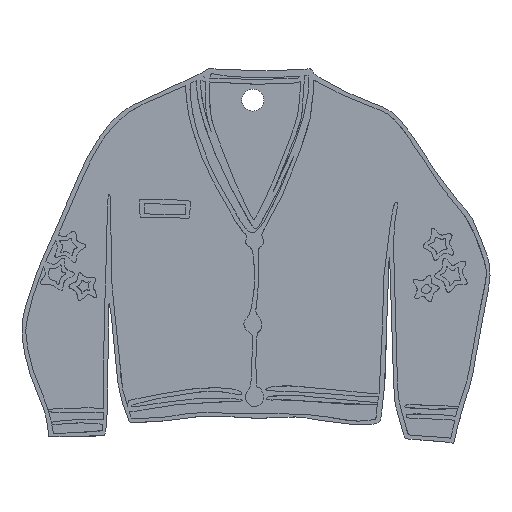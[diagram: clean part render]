
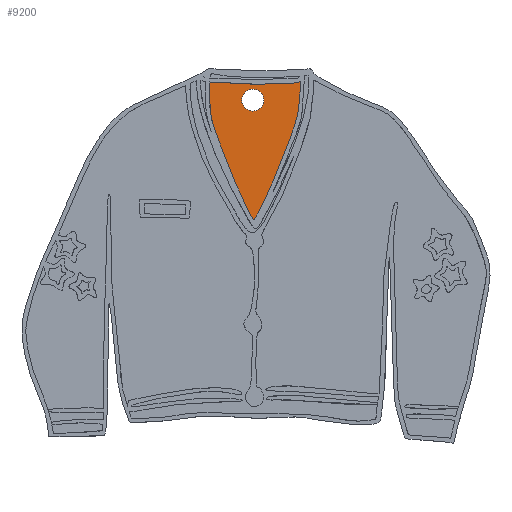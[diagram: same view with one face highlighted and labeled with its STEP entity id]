
A CAD part, top view. The second image highlights one B-rep face of the part: STEP entity #9200.
In plain terms, the highlighted planar face has unit normal (0, 0, 1).
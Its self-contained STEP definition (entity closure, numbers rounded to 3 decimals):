
#51=FACE_BOUND('',#2281,.T.);
#620=(
BOUNDED_CURVE()
B_SPLINE_CURVE(3,(#15383,#15384,#15385,#15386),.UNSPECIFIED.,.F.,.F.)
B_SPLINE_CURVE_WITH_KNOTS((4,4),(0.442,1.),.UNSPECIFIED.)
CURVE()
GEOMETRIC_REPRESENTATION_ITEM()
RATIONAL_B_SPLINE_CURVE((1.,1.,1.,1.))
REPRESENTATION_ITEM('')
);
#638=(
BOUNDED_CURVE()
B_SPLINE_CURVE(3,(#15720,#15721,#15722,#15723),.UNSPECIFIED.,.F.,.F.)
B_SPLINE_CURVE_WITH_KNOTS((4,4),(0.,1.),.UNSPECIFIED.)
CURVE()
GEOMETRIC_REPRESENTATION_ITEM()
RATIONAL_B_SPLINE_CURVE((1.,1.,1.,1.))
REPRESENTATION_ITEM('')
);
#639=(
BOUNDED_CURVE()
B_SPLINE_CURVE(3,(#15734,#15735,#15736,#15737),.UNSPECIFIED.,.F.,.F.)
B_SPLINE_CURVE_WITH_KNOTS((4,4),(0.,1.),.UNSPECIFIED.)
CURVE()
GEOMETRIC_REPRESENTATION_ITEM()
RATIONAL_B_SPLINE_CURVE((1.,1.,1.,1.))
REPRESENTATION_ITEM('')
);
#640=(
BOUNDED_CURVE()
B_SPLINE_CURVE(3,(#15762,#15763,#15764,#15765),.UNSPECIFIED.,.F.,.F.)
B_SPLINE_CURVE_WITH_KNOTS((4,4),(0.,0.838),.UNSPECIFIED.)
CURVE()
GEOMETRIC_REPRESENTATION_ITEM()
RATIONAL_B_SPLINE_CURVE((1.,1.,1.,1.))
REPRESENTATION_ITEM('')
);
#1350=B_SPLINE_CURVE_WITH_KNOTS('',3,(#16115,#16116,#16117,#16118),
 .UNSPECIFIED.,.F.,.F.,(4,4),(0.115,0.187),
 .UNSPECIFIED.);
#1351=B_SPLINE_CURVE_WITH_KNOTS('',3,(#16120,#16121,#16122,#16123),
 .UNSPECIFIED.,.F.,.F.,(4,4),(0.,0.646),.UNSPECIFIED.);
#1352=B_SPLINE_CURVE_WITH_KNOTS('',3,(#16125,#16126,#16127,#16128),
 .UNSPECIFIED.,.F.,.F.,(4,4),(0.,1.152),.UNSPECIFIED.);
#1353=B_SPLINE_CURVE_WITH_KNOTS('',3,(#16129,#16130,#16131,#16132),
 .UNSPECIFIED.,.F.,.F.,(4,4),(0.,0.126),.UNSPECIFIED.);
#1455=PLANE('',#9516);
#1748=FACE_OUTER_BOUND('',#2280,.T.);
#2280=EDGE_LOOP('',(#7763,#7764,#7765,#7766,#7767,#7768,#7769,#7770,#7771,
#7772));
#2281=EDGE_LOOP('',(#7773));
#2802=LINE('',#15741,#3336);
#2804=LINE('',#15745,#3338);
#3336=VECTOR('',#9921,10.);
#3338=VECTOR('',#9925,10.);
#3599=CIRCLE('',#9483,1.4);
#3755=VERTEX_POINT('',#11342);
#4338=VERTEX_POINT('',#15374);
#4339=VERTEX_POINT('',#15381);
#4365=VERTEX_POINT('',#15719);
#4366=VERTEX_POINT('',#15733);
#4367=VERTEX_POINT('',#15740);
#4368=VERTEX_POINT('',#15744);
#4369=VERTEX_POINT('',#15755);
#4378=VERTEX_POINT('',#16114);
#4379=VERTEX_POINT('',#16119);
#4380=VERTEX_POINT('',#16124);
#4783=EDGE_CURVE('',#3755,#3755,#3599,.T.);
#5509=EDGE_CURVE('',#4338,#4339,#620,.T.);
#5552=EDGE_CURVE('',#4339,#4365,#638,.T.);
#5554=EDGE_CURVE('',#4365,#4366,#639,.T.);
#5556=EDGE_CURVE('',#4366,#4367,#2802,.T.);
#5558=EDGE_CURVE('',#4367,#4368,#2804,.T.);
#5561=EDGE_CURVE('',#4368,#4369,#640,.T.);
#5607=EDGE_CURVE('',#4369,#4378,#1350,.T.);
#5608=EDGE_CURVE('',#4378,#4379,#1351,.T.);
#5609=EDGE_CURVE('',#4379,#4380,#1352,.T.);
#5610=EDGE_CURVE('',#4380,#4338,#1353,.T.);
#7763=ORIENTED_EDGE('',*,*,#5509,.T.);
#7764=ORIENTED_EDGE('',*,*,#5552,.T.);
#7765=ORIENTED_EDGE('',*,*,#5554,.T.);
#7766=ORIENTED_EDGE('',*,*,#5556,.T.);
#7767=ORIENTED_EDGE('',*,*,#5558,.T.);
#7768=ORIENTED_EDGE('',*,*,#5561,.T.);
#7769=ORIENTED_EDGE('',*,*,#5607,.T.);
#7770=ORIENTED_EDGE('',*,*,#5608,.T.);
#7771=ORIENTED_EDGE('',*,*,#5609,.T.);
#7772=ORIENTED_EDGE('',*,*,#5610,.T.);
#7773=ORIENTED_EDGE('',*,*,#4783,.T.);
#9200=ADVANCED_FACE('',(#1748,#51),#1455,.T.);
#9483=AXIS2_PLACEMENT_3D('',#11343,#9682,#9683);
#9516=AXIS2_PLACEMENT_3D('',#16113,#9969,#9970);
#9682=DIRECTION('center_axis',(0.,0.,-1.));
#9683=DIRECTION('ref_axis',(1.,0.,0.));
#9921=DIRECTION('',(0.06,0.998,0.));
#9925=DIRECTION('',(-0.984,-0.181,0.));
#9969=DIRECTION('center_axis',(0.,0.,1.));
#9970=DIRECTION('ref_axis',(-1.,0.,0.));
#11342=CARTESIAN_POINT('',(29.6,44.,2.8));
#11343=CARTESIAN_POINT('Origin',(31.,44.,2.8));
#15374=CARTESIAN_POINT('',(31.085,28.711,2.8));
#15381=CARTESIAN_POINT('',(31.842,29.889,2.8));
#15383=CARTESIAN_POINT('Ctrl Pts',(31.085,28.711,2.8));
#15384=CARTESIAN_POINT('Ctrl Pts',(31.216,28.786,2.8));
#15385=CARTESIAN_POINT('Ctrl Pts',(31.418,29.134,2.8));
#15386=CARTESIAN_POINT('Ctrl Pts',(31.842,29.889,2.8));
#15719=CARTESIAN_POINT('',(35.906,39.541,2.8));
#15720=CARTESIAN_POINT('Ctrl Pts',(31.842,29.889,2.8));
#15721=CARTESIAN_POINT('Ctrl Pts',(32.795,31.582,2.8));
#15722=CARTESIAN_POINT('Ctrl Pts',(34.615,35.921,2.8));
#15723=CARTESIAN_POINT('Ctrl Pts',(35.906,39.541,2.8));
#15733=CARTESIAN_POINT('',(36.986,44.261,2.8));
#15734=CARTESIAN_POINT('Ctrl Pts',(35.906,39.541,2.8));
#15735=CARTESIAN_POINT('Ctrl Pts',(36.711,41.742,2.8));
#15736=CARTESIAN_POINT('Ctrl Pts',(36.88,42.525,2.8));
#15737=CARTESIAN_POINT('Ctrl Pts',(36.986,44.261,2.8));
#15740=CARTESIAN_POINT('',(37.113,46.357,2.8));
#15741=CARTESIAN_POINT('',(36.432,35.12,2.8));
#15744=CARTESIAN_POINT('',(36.076,46.166,2.8));
#15745=CARTESIAN_POINT('',(31.914,45.402,2.8));
#15755=CARTESIAN_POINT('',(25.485,46.323,2.8));
#15762=CARTESIAN_POINT('Ctrl Pts',(36.076,46.166,2.8));
#15763=CARTESIAN_POINT('Ctrl Pts',(34.514,45.9,2.8));
#15764=CARTESIAN_POINT('Ctrl Pts',(28.206,46.035,2.8));
#15765=CARTESIAN_POINT('Ctrl Pts',(25.485,46.323,2.8));
#16113=CARTESIAN_POINT('Origin',(31.517,24.14,2.8));
#16114=CARTESIAN_POINT('',(25.485,44.185,2.8));
#16115=CARTESIAN_POINT('Ctrl Pts',(25.485,46.323,2.8));
#16116=CARTESIAN_POINT('Ctrl Pts',(25.458,45.831,2.8));
#16117=CARTESIAN_POINT('Ctrl Pts',(25.462,45.137,2.8));
#16118=CARTESIAN_POINT('Ctrl Pts',(25.485,44.185,2.8));
#16119=CARTESIAN_POINT('',(26.522,39.19,2.8));
#16120=CARTESIAN_POINT('Ctrl Pts',(25.485,44.185,2.8));
#16121=CARTESIAN_POINT('Ctrl Pts',(25.548,42.026,2.8));
#16122=CARTESIAN_POINT('Ctrl Pts',(25.633,41.624,2.8));
#16123=CARTESIAN_POINT('Ctrl Pts',(26.522,39.19,2.8));
#16124=CARTESIAN_POINT('',(30.607,29.538,2.8));
#16125=CARTESIAN_POINT('Ctrl Pts',(26.522,39.19,2.8));
#16126=CARTESIAN_POINT('Ctrl Pts',(27.855,35.465,2.8));
#16127=CARTESIAN_POINT('Ctrl Pts',(29.676,31.21,2.8));
#16128=CARTESIAN_POINT('Ctrl Pts',(30.607,29.538,2.8));
#16129=CARTESIAN_POINT('Ctrl Pts',(30.607,29.538,2.8));
#16130=CARTESIAN_POINT('Ctrl Pts',(30.813,29.171,2.8));
#16131=CARTESIAN_POINT('Ctrl Pts',(30.967,28.901,2.8));
#16132=CARTESIAN_POINT('Ctrl Pts',(31.085,28.711,2.8));
